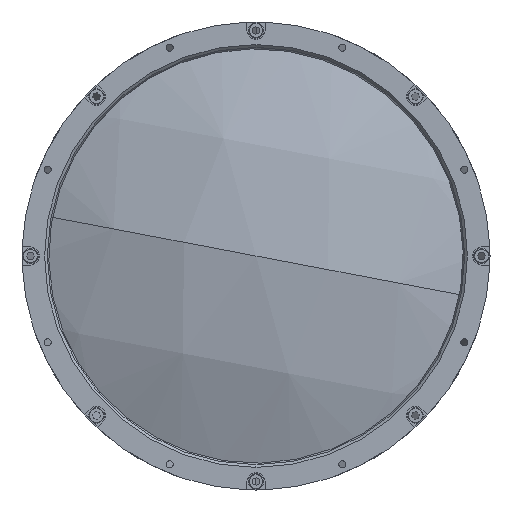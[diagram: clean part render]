
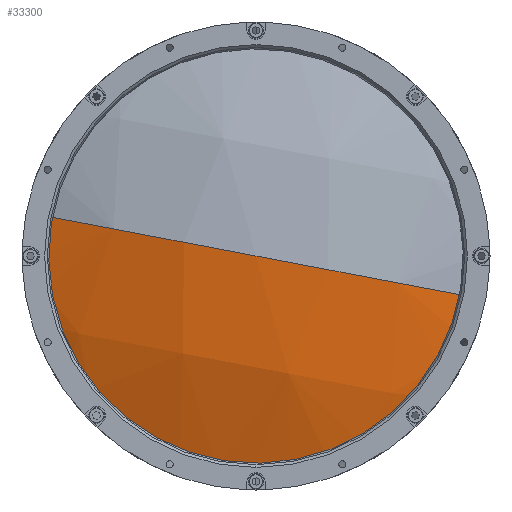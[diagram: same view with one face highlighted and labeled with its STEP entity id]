
A CAD part, left-side view. The second image highlights one B-rep face of the part: STEP entity #33300.
In plain terms, the highlighted spherical face has radius 192.8 mm.
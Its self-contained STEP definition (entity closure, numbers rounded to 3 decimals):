
#605 = DIRECTION ( 'NONE',  ( 0., 0.187, -0.982 ) ) ;
#1897 = VERTEX_POINT ( 'NONE', #10715 ) ;
#3322 = VERTEX_POINT ( 'NONE', #13818 ) ;
#3803 = VERTEX_POINT ( 'NONE', #23533 ) ;
#4556 = CIRCLE ( 'NONE', #33139, 192.8 ) ;
#6545 = CARTESIAN_POINT ( 'NONE',  ( 13.011, 0., 0. ) ) ;
#8192 = AXIS2_PLACEMENT_3D ( 'NONE', #13260, #31502, #15868 ) ;
#9165 = DIRECTION ( 'NONE',  ( 0., 0.187, -0.982 ) ) ;
#10298 = SPHERICAL_SURFACE ( 'NONE', #8192, 192.8 ) ;
#10715 = CARTESIAN_POINT ( 'NONE',  ( -2.6, 0., 0. ) ) ;
#11639 = ORIENTED_EDGE ( 'NONE', *, *, #13822, .F. ) ;
#12574 = CARTESIAN_POINT ( 'NONE',  ( 190.2, 0., 0. ) ) ;
#13260 = CARTESIAN_POINT ( 'NONE',  ( 190.2, 0., 0. ) ) ;
#13818 = CARTESIAN_POINT ( 'NONE',  ( 13.011, -74.665, -14.182 ) ) ;
#13822 = EDGE_CURVE ( 'NONE', #3803, #1897, #4556, .T. ) ;
#15177 = DIRECTION ( 'NONE',  ( 0., -0.982, -0.187 ) ) ;
#15405 = CIRCLE ( 'NONE', #23901, 76. ) ;
#15868 = DIRECTION ( 'NONE',  ( 0., 0.982, 0.187 ) ) ;
#16226 = CARTESIAN_POINT ( 'NONE',  ( 190.2, 0., 0. ) ) ;
#17862 = EDGE_CURVE ( 'NONE', #3803, #3322, #15405, .T. ) ;
#18799 = DIRECTION ( 'NONE',  ( 0., 0.982, 0.187 ) ) ;
#19294 = ORIENTED_EDGE ( 'NONE', *, *, #23896, .T. ) ;
#22485 = ORIENTED_EDGE ( 'NONE', *, *, #17862, .T. ) ;
#23533 = CARTESIAN_POINT ( 'NONE',  ( 13.011, 74.665, 14.182 ) ) ;
#23896 = EDGE_CURVE ( 'NONE', #3322, #1897, #27219, .T. ) ;
#23901 = AXIS2_PLACEMENT_3D ( 'NONE', #6545, #24760, #9165 ) ;
#24760 = DIRECTION ( 'NONE',  ( -1., 0., 0. ) ) ;
#27219 = CIRCLE ( 'NONE', #27789, 192.8 ) ;
#27789 = AXIS2_PLACEMENT_3D ( 'NONE', #16226, #605, #18799 ) ;
#30266 = FACE_OUTER_BOUND ( 'NONE', #33852, .T. ) ;
#30800 = DIRECTION ( 'NONE',  ( 0., -0.187, 0.982 ) ) ;
#31502 = DIRECTION ( 'NONE',  ( 0., 0.187, -0.982 ) ) ;
#33139 = AXIS2_PLACEMENT_3D ( 'NONE', #12574, #30800, #15177 ) ;
#33300 = ADVANCED_FACE ( 'NONE', ( #30266 ), #10298, .T. ) ;
#33852 = EDGE_LOOP ( 'NONE', ( #22485, #19294, #11639 ) ) ;
